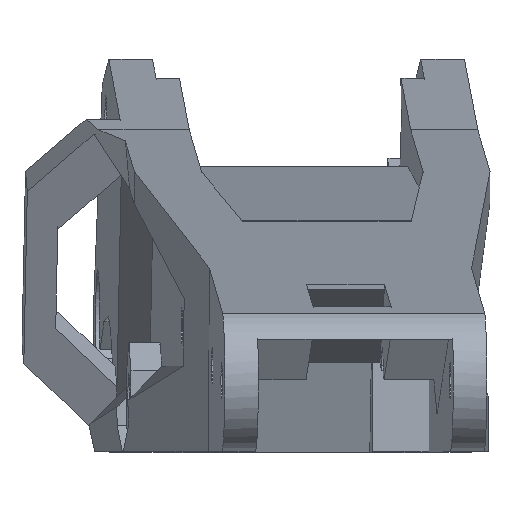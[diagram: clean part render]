
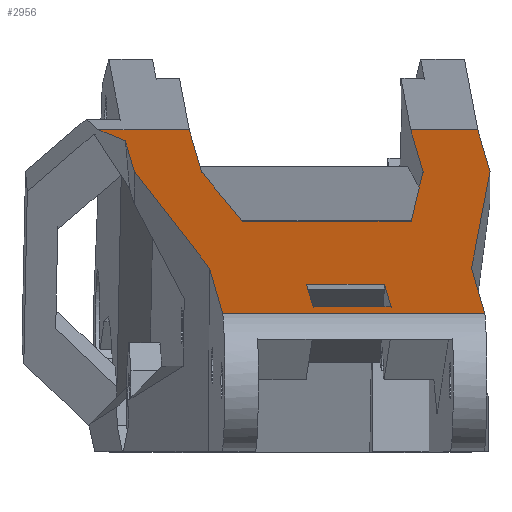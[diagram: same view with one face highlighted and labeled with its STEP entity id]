
A CAD part, front view. The second image highlights one B-rep face of the part: STEP entity #2956.
In plain terms, the highlighted planar face has unit normal (0.006, -0.144, 0.99).
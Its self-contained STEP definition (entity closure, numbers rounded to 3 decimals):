
#1 = VECTOR ( 'NONE', #4525, 1000. ) ;
#3 = CARTESIAN_POINT ( 'NONE',  ( 20.083, 94.943, 20.629 ) ) ;
#21 = VECTOR ( 'NONE', #3633, 1000. ) ;
#35 = DIRECTION ( 'NONE',  ( 0.042, -0.989, -0.144 ) ) ;
#96 = ORIENTED_EDGE ( 'NONE', *, *, #5617, .T. ) ;
#126 = DIRECTION ( 'NONE',  ( 0.112, -0.983, -0.144 ) ) ;
#156 = LINE ( 'NONE', #4502, #21 ) ;
#223 = DIRECTION ( 'NONE',  ( 0.042, -0.989, -0.144 ) ) ;
#281 = EDGE_CURVE ( 'NONE', #497, #2787, #5330, .T. ) ;
#305 = LINE ( 'NONE', #2095, #5111 ) ;
#322 = VERTEX_POINT ( 'NONE', #2135 ) ;
#330 = ORIENTED_EDGE ( 'NONE', *, *, #2083, .F. ) ;
#332 = LINE ( 'NONE', #2649, #5674 ) ;
#419 = EDGE_CURVE ( 'NONE', #1462, #1680, #1915, .T. ) ;
#443 = EDGE_CURVE ( 'NONE', #2644, #2042, #2020, .T. ) ;
#476 = EDGE_CURVE ( 'NONE', #695, #322, #706, .T. ) ;
#497 = VERTEX_POINT ( 'NONE', #4497 ) ;
#527 = CARTESIAN_POINT ( 'NONE',  ( 23.981, 34.307, 11.779 ) ) ;
#535 = CARTESIAN_POINT ( 'NONE',  ( 2.382, 75.875, 17.964 ) ) ;
#541 = ORIENTED_EDGE ( 'NONE', *, *, #476, .F. ) ;
#542 = LINE ( 'NONE', #985, #891 ) ;
#691 = ORIENTED_EDGE ( 'NONE', *, *, #3354, .F. ) ;
#695 = VERTEX_POINT ( 'NONE', #5687 ) ;
#706 = LINE ( 'NONE', #2491, #2893 ) ;
#725 = EDGE_CURVE ( 'NONE', #2644, #3245, #5650, .T. ) ;
#815 = CARTESIAN_POINT ( 'NONE',  ( 9.089, 56.058, 15.038 ) ) ;
#891 = VECTOR ( 'NONE', #1417, 1000. ) ;
#973 = EDGE_CURVE ( 'NONE', #5024, #3923, #5696, .T. ) ;
#976 = DIRECTION ( 'NONE',  ( 0.042, -0.989, -0.144 ) ) ;
#985 = CARTESIAN_POINT ( 'NONE',  ( 18.519, 24.168, 10.337 ) ) ;
#989 = CARTESIAN_POINT ( 'NONE',  ( 1.807, 89.316, 19.924 ) ) ;
#1027 = CARTESIAN_POINT ( 'NONE',  ( 30.426, 8.727, 8.015 ) ) ;
#1061 = DIRECTION ( 'NONE',  ( 0.042, -0.989, -0.144 ) ) ;
#1112 = CARTESIAN_POINT ( 'NONE',  ( 5.896, 94.335, 20.629 ) ) ;
#1180 = CARTESIAN_POINT ( 'NONE',  ( 9.317, 54.176, 14.762 ) ) ;
#1195 = DIRECTION ( 'NONE',  ( -0.042, 0.989, 0.144 ) ) ;
#1196 = ORIENTED_EDGE ( 'NONE', *, *, #973, .F. ) ;
#1209 = VECTOR ( 'NONE', #2887, 1000. ) ;
#1223 = DIRECTION ( 'NONE',  ( -0.006, 0.144, -0.99 ) ) ;
#1251 = FACE_OUTER_BOUND ( 'NONE', #1843, .T. ) ;
#1279 = CARTESIAN_POINT ( 'NONE',  ( -81.599, 50.282, 14.762 ) ) ;
#1327 = VECTOR ( 'NONE', #223, 1000. ) ;
#1329 = CARTESIAN_POINT ( 'NONE',  ( 18.402, 26.906, 10.736 ) ) ;
#1366 = EDGE_CURVE ( 'NONE', #3311, #1782, #305, .T. ) ;
#1402 = LINE ( 'NONE', #1027, #4201 ) ;
#1417 = DIRECTION ( 'NONE',  ( 0.042, -0.989, -0.144 ) ) ;
#1442 = CARTESIAN_POINT ( 'NONE',  ( 28.113, 7.92, 7.913 ) ) ;
#1462 = VERTEX_POINT ( 'NONE', #3953 ) ;
#1474 = ORIENTED_EDGE ( 'NONE', *, *, #2840, .F. ) ;
#1475 = EDGE_CURVE ( 'NONE', #1782, #4479, #332, .T. ) ;
#1564 = CARTESIAN_POINT ( 'NONE',  ( 23.817, 7.736, 7.913 ) ) ;
#1591 = VERTEX_POINT ( 'NONE', #2742 ) ;
#1680 = VERTEX_POINT ( 'NONE', #4991 ) ;
#1782 = VERTEX_POINT ( 'NONE', #5132 ) ;
#1843 = EDGE_LOOP ( 'NONE', ( #4432, #4267, #3011, #2750, #5384, #4872, #4547, #4047, #2133, #4817, #1474, #4963, #4054, #5166, #1196 ) ) ;
#1877 = VECTOR ( 'NONE', #1061, 1000. ) ;
#1913 = EDGE_CURVE ( 'NONE', #497, #1591, #2961, .T. ) ;
#1915 = LINE ( 'NONE', #535, #4000 ) ;
#1937 = CARTESIAN_POINT ( 'NONE',  ( 6.684, 75.929, 17.945 ) ) ;
#1953 = VERTEX_POINT ( 'NONE', #1329 ) ;
#1962 = LINE ( 'NONE', #3326, #1877 ) ;
#2020 = LINE ( 'NONE', #1112, #1209 ) ;
#2042 = VERTEX_POINT ( 'NONE', #4593 ) ;
#2059 = VECTOR ( 'NONE', #2242, 1000. ) ;
#2083 = EDGE_CURVE ( 'NONE', #322, #3160, #156, .T. ) ;
#2095 = CARTESIAN_POINT ( 'NONE',  ( 25.681, -5.4, 5.989 ) ) ;
#2119 = DIRECTION ( 'NONE',  ( -0.999, -0.043, 0. ) ) ;
#2127 = CARTESIAN_POINT ( 'NONE',  ( 5.896, 94.335, 20.629 ) ) ;
#2133 = ORIENTED_EDGE ( 'NONE', *, *, #1366, .F. ) ;
#2135 = CARTESIAN_POINT ( 'NONE',  ( 13.83, 16.805, 9.295 ) ) ;
#2214 = DIRECTION ( 'NONE',  ( 0.999, 0.043, 0. ) ) ;
#2242 = DIRECTION ( 'NONE',  ( 0.042, -0.989, -0.144 ) ) ;
#2257 = DIRECTION ( 'NONE',  ( 0.999, 0.043, 0. ) ) ;
#2314 = CARTESIAN_POINT ( 'NONE',  ( 20.107, 54.638, 14.762 ) ) ;
#2430 = CARTESIAN_POINT ( 'NONE',  ( 24.379, 95.127, 20.629 ) ) ;
#2461 = EDGE_CURVE ( 'NONE', #2042, #4986, #1402, .T. ) ;
#2491 = CARTESIAN_POINT ( 'NONE',  ( 13.524, 23.954, 10.337 ) ) ;
#2528 = VECTOR ( 'NONE', #3604, 1000. ) ;
#2644 = VERTEX_POINT ( 'NONE', #2127 ) ;
#2649 = CARTESIAN_POINT ( 'NONE',  ( 27.825, 14.662, 8.896 ) ) ;
#2742 = CARTESIAN_POINT ( 'NONE',  ( 20.871, 76.537, 17.945 ) ) ;
#2750 = ORIENTED_EDGE ( 'NONE', *, *, #2461, .T. ) ;
#2759 = CARTESIAN_POINT ( 'NONE',  ( 23.981, 34.307, 11.779 ) ) ;
#2763 = EDGE_CURVE ( 'NONE', #1680, #4479, #1962, .T. ) ;
#2787 = VERTEX_POINT ( 'NONE', #2430 ) ;
#2826 = VECTOR ( 'NONE', #4365, 1000. ) ;
#2838 = EDGE_CURVE ( 'NONE', #3311, #3853, #4501, .T. ) ;
#2840 = EDGE_CURVE ( 'NONE', #2787, #3853, #4957, .T. ) ;
#2887 = DIRECTION ( 'NONE',  ( -0.999, -0.043, 0. ) ) ;
#2893 = VECTOR ( 'NONE', #35, 1000. ) ;
#2916 = LINE ( 'NONE', #4768, #5404 ) ;
#2918 = VECTOR ( 'NONE', #3840, 1000. ) ;
#2956 = ADVANCED_FACE ( 'NONE', ( #5045, #1251 ), #4276, .F. ) ;
#2961 = LINE ( 'NONE', #1564, #1327 ) ;
#3011 = ORIENTED_EDGE ( 'NONE', *, *, #443, .T. ) ;
#3160 = VERTEX_POINT ( 'NONE', #5439 ) ;
#3245 = VERTEX_POINT ( 'NONE', #1937 ) ;
#3311 = VERTEX_POINT ( 'NONE', #527 ) ;
#3326 = CARTESIAN_POINT ( 'NONE',  ( 8.896, -6.119, 5.989 ) ) ;
#3354 = EDGE_CURVE ( 'NONE', #1953, #695, #2916, .T. ) ;
#3375 = DIRECTION ( 'NONE',  ( -0.999, -0.043, 0. ) ) ;
#3434 = CARTESIAN_POINT ( 'NONE',  ( 8.043, 13.815, 8.896 ) ) ;
#3464 = VECTOR ( 'NONE', #976, 1000. ) ;
#3604 = DIRECTION ( 'NONE',  ( 0.027, 0.989, 0.144 ) ) ;
#3633 = DIRECTION ( 'NONE',  ( 0.999, 0.043, 0. ) ) ;
#3684 = DIRECTION ( 'NONE',  ( 0.331, -0.933, -0.138 ) ) ;
#3840 = DIRECTION ( 'NONE',  ( 0.034, 0.989, 0.144 ) ) ;
#3853 = VERTEX_POINT ( 'NONE', #5732 ) ;
#3874 = EDGE_CURVE ( 'NONE', #4986, #1462, #5210, .T. ) ;
#3875 = CARTESIAN_POINT ( 'NONE',  ( 28.113, 7.92, 7.913 ) ) ;
#3918 = AXIS2_PLACEMENT_3D ( 'NONE', #3875, #1223, #1195 ) ;
#3923 = VERTEX_POINT ( 'NONE', #2314 ) ;
#3953 = CARTESIAN_POINT ( 'NONE',  ( 2.382, 75.875, 17.964 ) ) ;
#3969 = LINE ( 'NONE', #815, #2826 ) ;
#4000 = VECTOR ( 'NONE', #126, 1000. ) ;
#4047 = ORIENTED_EDGE ( 'NONE', *, *, #1475, .F. ) ;
#4050 = CARTESIAN_POINT ( 'NONE',  ( 9.63, 7.129, 7.913 ) ) ;
#4054 = ORIENTED_EDGE ( 'NONE', *, *, #1913, .T. ) ;
#4201 = VECTOR ( 'NONE', #3684, 1000. ) ;
#4267 = ORIENTED_EDGE ( 'NONE', *, *, #725, .F. ) ;
#4276 = PLANE ( 'NONE',  #3918 ) ;
#4352 = CARTESIAN_POINT ( 'NONE',  ( 20.932, 78.28, 18.198 ) ) ;
#4365 = DIRECTION ( 'NONE',  ( 0.119, -0.982, -0.144 ) ) ;
#4432 = ORIENTED_EDGE ( 'NONE', *, *, #4515, .F. ) ;
#4479 = VERTEX_POINT ( 'NONE', #3434 ) ;
#4497 = CARTESIAN_POINT ( 'NONE',  ( 20.083, 94.943, 20.629 ) ) ;
#4501 = LINE ( 'NONE', #2759, #2528 ) ;
#4502 = CARTESIAN_POINT ( 'NONE',  ( 18.825, 17.019, 9.295 ) ) ;
#4515 = EDGE_CURVE ( 'NONE', #3245, #5024, #3969, .T. ) ;
#4525 = DIRECTION ( 'NONE',  ( 0.042, -0.989, -0.144 ) ) ;
#4547 = ORIENTED_EDGE ( 'NONE', *, *, #2763, .T. ) ;
#4593 = CARTESIAN_POINT ( 'NONE',  ( 0.113, 94.087, 20.629 ) ) ;
#4768 = CARTESIAN_POINT ( 'NONE',  ( 13.407, 26.692, 10.736 ) ) ;
#4772 = EDGE_CURVE ( 'NONE', #3923, #1591, #5189, .T. ) ;
#4817 = ORIENTED_EDGE ( 'NONE', *, *, #2838, .T. ) ;
#4872 = ORIENTED_EDGE ( 'NONE', *, *, #419, .T. ) ;
#4950 = CARTESIAN_POINT ( 'NONE',  ( 5.334, 6.945, 7.913 ) ) ;
#4957 = LINE ( 'NONE', #1442, #1 ) ;
#4963 = ORIENTED_EDGE ( 'NONE', *, *, #281, .F. ) ;
#4986 = VERTEX_POINT ( 'NONE', #989 ) ;
#4991 = CARTESIAN_POINT ( 'NONE',  ( 7.196, 33.588, 11.779 ) ) ;
#5000 = EDGE_LOOP ( 'NONE', ( #96, #330, #541, #691 ) ) ;
#5013 = VECTOR ( 'NONE', #2257, 1000. ) ;
#5024 = VERTEX_POINT ( 'NONE', #1180 ) ;
#5045 = FACE_BOUND ( 'NONE', #5000, .T. ) ;
#5111 = VECTOR ( 'NONE', #5629, 1000. ) ;
#5132 = CARTESIAN_POINT ( 'NONE',  ( 24.827, 14.534, 8.896 ) ) ;
#5166 = ORIENTED_EDGE ( 'NONE', *, *, #4772, .F. ) ;
#5189 = LINE ( 'NONE', #4352, #2918 ) ;
#5210 = LINE ( 'NONE', #4950, #3464 ) ;
#5330 = LINE ( 'NONE', #3, #5013 ) ;
#5384 = ORIENTED_EDGE ( 'NONE', *, *, #3874, .T. ) ;
#5404 = VECTOR ( 'NONE', #3375, 1000. ) ;
#5439 = CARTESIAN_POINT ( 'NONE',  ( 18.825, 17.019, 9.295 ) ) ;
#5617 = EDGE_CURVE ( 'NONE', #1953, #3160, #542, .T. ) ;
#5629 = DIRECTION ( 'NONE',  ( 0.042, -0.989, -0.144 ) ) ;
#5650 = LINE ( 'NONE', #4050, #2059 ) ;
#5666 = VECTOR ( 'NONE', #2214, 1000. ) ;
#5674 = VECTOR ( 'NONE', #2119, 1000. ) ;
#5687 = CARTESIAN_POINT ( 'NONE',  ( 13.407, 26.692, 10.736 ) ) ;
#5696 = LINE ( 'NONE', #1279, #5666 ) ;
#5732 = CARTESIAN_POINT ( 'NONE',  ( 25.162, 76.85, 17.964 ) ) ;
